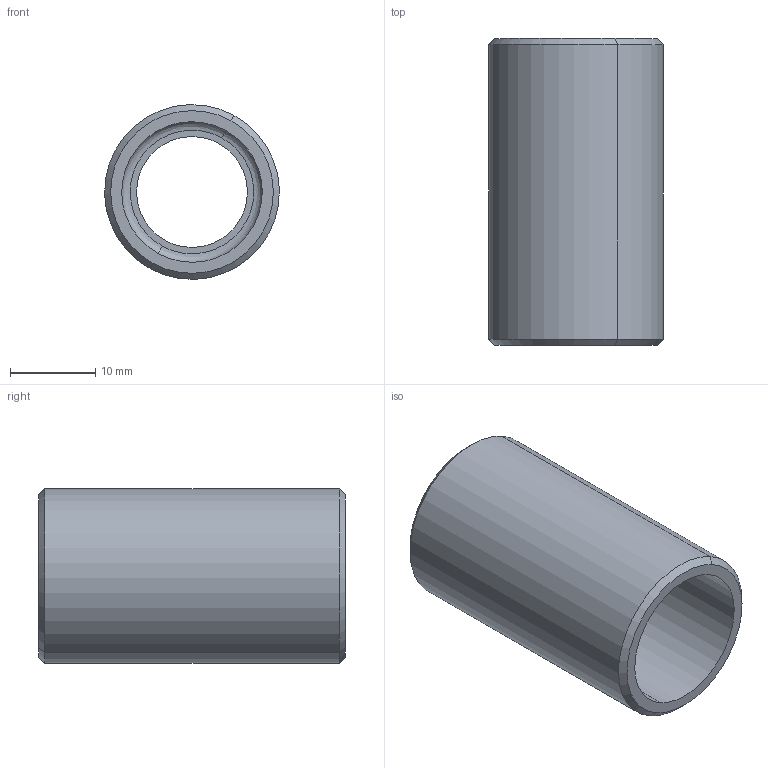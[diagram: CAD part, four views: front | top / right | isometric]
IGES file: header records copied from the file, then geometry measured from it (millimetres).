
Start section: START RECORD GO HERE.
Global section: file name: Adaptateur_sonde_temperature_eau.igs; native system: DASSAULT SYSTEMES CATIA Version 5-6 Release 2012 - www.3ds.com; preprocessor: V5-6R2012_5.22.3.119.12-07-2016.09.20; author: U482888; organization: INETPSA; date: 20180304.201244; units: millimetre
Bounding box: 20.49 x 36 x 20.49 mm (x, y, z)
Surface area: 4399.4 mm2 (no closed solid volume)
Topology: 0 solids, 0 shells, 20 faces, 80 edges, 80 vertices
Faces by surface type: revolution 16, plane 4
